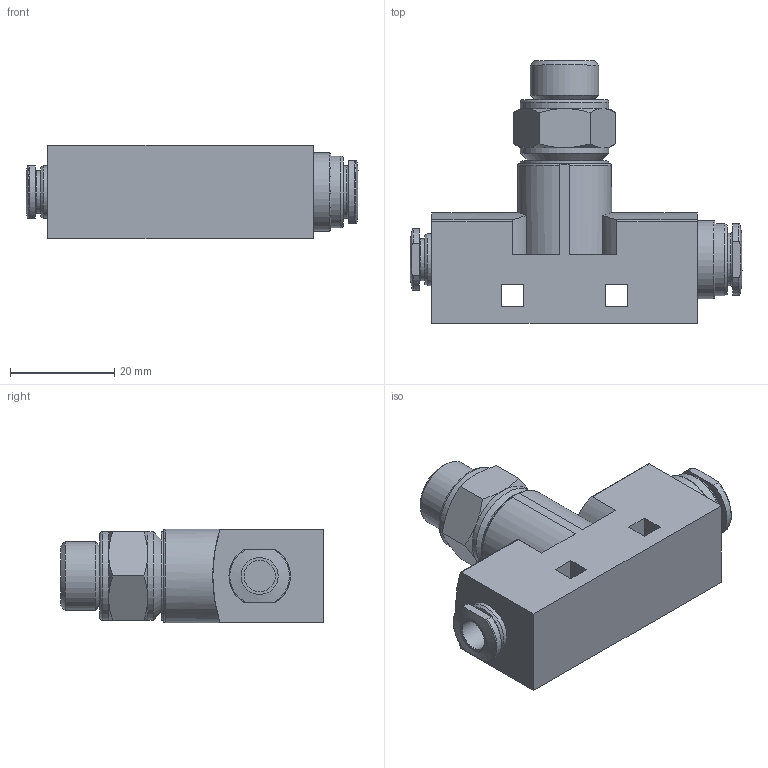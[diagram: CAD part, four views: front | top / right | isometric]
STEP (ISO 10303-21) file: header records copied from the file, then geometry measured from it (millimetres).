
FILE_DESCRIPTION(/* description */ ('STEP AP214'),/* implementation_level */ '2;1');
FILE_NAME(/* name */ '193520_VN-14-H-T4-PQ2-VA5-RQ3',/* time_stamp */ '2024-09-17T00:38:38+02:00',/* author */ ('License CC BY-ND 4.0'),/* organization */ ('CADENAS'),/* preprocessor_version */ 'ST-DEVELOPER v19.3',/* originating_system */ 'PARTsolutions',/* authorisation */ ' ');
FILE_SCHEMA (('AUTOMOTIVE_DESIGN {1 0 10303 214 3 1 1}'));
Length unit declared in the file: millimetre
Products named in the file (1): 193520 VN-14-H-T4-PQ2-VA5-RQ3
Bounding box: 63.8 x 50.5 x 18 mm (x, y, z)
Volume: 24869.8 mm3; surface area: 8374.2 mm2
Topology: 1 solids, 1 shells, 97 faces, 224 edges, 142 vertices
Faces by surface type: plane 41, cylinder 28, cone 19, torus 9
Full cylindrical faces by diameter (mm): 6 x2, 8 x1, 8.1 x1, 10 x1, 10.1 x1, 13.157 x1, 13.8 x1, 15 x1, 17 x3
Entity records: 3372 total; most frequent: CARTESIAN_POINT 608, DIRECTION 418, ORIENTED_EDGE 392, EDGE_CURVE 196, AXIS2_PLACEMENT_3D 172, VERTEX_POINT 138, EDGE_LOOP 138, FACE_BOUND 138
